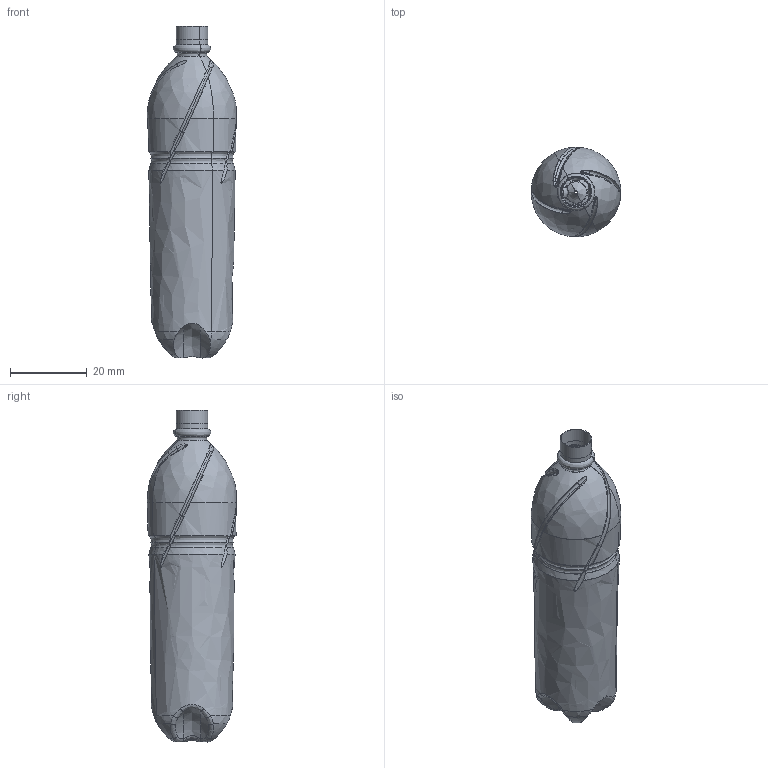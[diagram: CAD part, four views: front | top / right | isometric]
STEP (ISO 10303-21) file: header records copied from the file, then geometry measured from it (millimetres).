
FILE_DESCRIPTION(('FreeCAD Model'),'2;1');
FILE_NAME('Open CASCADE Shape Model','2025-05-03T22:47:51',('FreeCAD'),( 'FreeCAD'),'Open CASCADE STEP processor 7.6','FreeCAD','Unknown');
FILE_SCHEMA(('AUTOMOTIVE_DESIGN { 1 0 10303 214 1 1 1 1 }'));
Length unit declared in the file: millimetre
Products named in the file (1): Open CASCADE STEP translator 7.6 1
Bounding box: 23.42 x 23.43 x 86.74 mm (x, y, z)
Volume: 948.4 mm3; surface area: 11833.4 mm2
Topology: 1 solids, 1 shells, 239 faces, 611 edges, 372 vertices
Faces by surface type: bspline 239
Entity records: 17029 total; most frequent: CARTESIAN_POINT 13529, ORIENTED_EDGE 1222, EDGE_CURVE 611, B_SPLINE_CURVE_WITH_KNOTS 444, VERTEX_POINT 372, ADVANCED_FACE 239, FACE_BOUND 239, EDGE_LOOP 239
